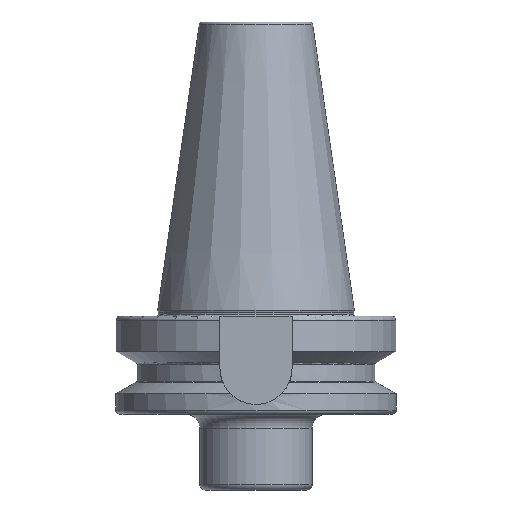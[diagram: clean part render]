
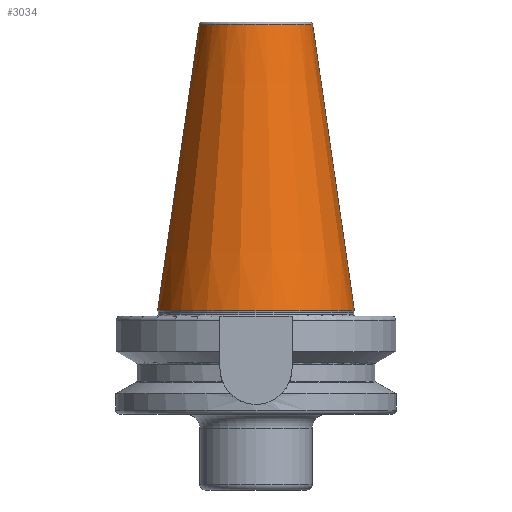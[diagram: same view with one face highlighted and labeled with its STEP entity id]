
A CAD part, left-side view. The second image highlights one B-rep face of the part: STEP entity #3034.
In plain terms, the highlighted conical face has half-angle 8.297 degrees and reference radius 27.637 mm.
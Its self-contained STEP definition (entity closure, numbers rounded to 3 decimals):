
#735=CARTESIAN_POINT('',(0,0,138.944));
#736=DIRECTION('',(0,0,1));
#737=DIRECTION('',(0,1,0));
#738=AXIS2_PLACEMENT_3D('',#735,#736,#737);
#740=DIRECTION('',(0.,0.144,0.99));
#741=VECTOR('',#740,103.023);
#742=CARTESIAN_POINT('',(0,-35.071,37));
#743=LINE('',#742,#741);
#744=CARTESIAN_POINT('',(0,0,37));
#745=DIRECTION('',(0,0,1));
#746=DIRECTION('',(0,1,0));
#747=AXIS2_PLACEMENT_3D('',#744,#745,#746);
#749=DIRECTION('',(0.,-0.144,0.99));
#750=VECTOR('',#749,103.023);
#751=CARTESIAN_POINT('',(0,35.071,37));
#752=LINE('',#751,#750);
#1778=CARTESIAN_POINT('',(0,35.071,37));
#1780=VERTEX_POINT('',#1778);
#1794=CARTESIAN_POINT('',(0,-35.071,37));
#1796=VERTEX_POINT('',#1794);
#1821=CARTESIAN_POINT('',(0,20.204,138.944));
#1822=CARTESIAN_POINT('',(0,-20.204,138.944));
#1823=VERTEX_POINT('',#1821);
#1824=VERTEX_POINT('',#1822);
#3022=CARTESIAN_POINT('',(0,0,87.972));
#3023=DIRECTION('',(0,0,-1));
#3024=DIRECTION('',(0,-1,0));
#3025=AXIS2_PLACEMENT_3D('',#3022,#3023,#3024);
#3026=CONICAL_SURFACE('',#3025,27.637,8.297);
#3027=ORIENTED_EDGE('',*,*,#2981,.T.);
#3028=ORIENTED_EDGE('',*,*,#3011,.F.);
#3030=ORIENTED_EDGE('',*,*,#3029,.F.);
#3031=ORIENTED_EDGE('',*,*,#3007,.T.);
#3032=EDGE_LOOP('',(#3027,#3028,#3030,#3031));
#3033=FACE_OUTER_BOUND('',#3032,.F.);
#3034=ADVANCED_FACE('',(#3033),#3026,.T.);
#739=CIRCLE('',#738,20.204);
#748=CIRCLE('',#747,35.071);
#2981=EDGE_CURVE('',#1823,#1824,#739,.T.);
#3007=EDGE_CURVE('',#1780,#1823,#752,.T.);
#3011=EDGE_CURVE('',#1796,#1824,#743,.T.);
#3029=EDGE_CURVE('',#1780,#1796,#748,.T.);
